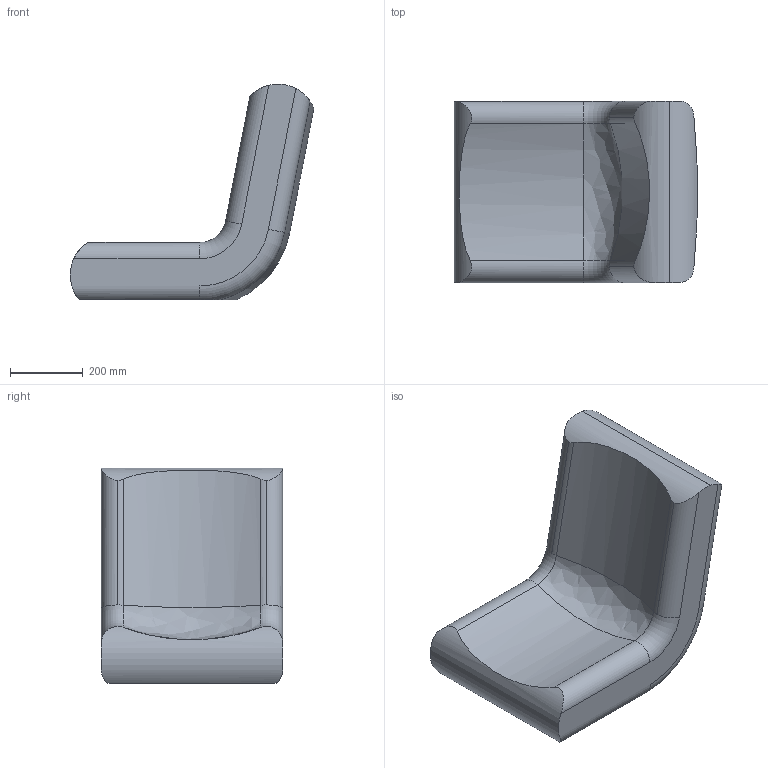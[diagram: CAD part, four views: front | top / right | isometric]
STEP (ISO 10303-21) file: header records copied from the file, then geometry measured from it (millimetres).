
FILE_DESCRIPTION( ( '' ), ' ' );
FILE_NAME( '5cb8f64b6580bb157e933406.step', '2019-04-18T22:12:28', ( '' ), ( '' ), ' ', ' ', ' ' );
FILE_SCHEMA( ( 'AUTOMOTIVE_DESIGN { 1 0 10303 214 1 1 1 1 }' ) );
Length unit declared in the file: metre
Products named in the file (1): Seat
Bounding box: 672 x 500 x 594.84 mm (x, y, z)
Volume: 69806720.5 mm3; surface area: 1338148.9 mm2
Topology: 1 solids, 1 shells, 30 faces, 81 edges, 53 vertices
Faces by surface type: cylinder 17, plane 6, torus 4, bspline 3
Entity records: 1881 total; most frequent: CARTESIAN_POINT 902, ORIENTED_EDGE 162, DIRECTION 140, EDGE_CURVE 81, AXIS2_PLACEMENT_3D 55, VERTEX_POINT 53, STYLED_ITEM 30, PRESENTATION_STYLE_ASSIGNMENT 30
